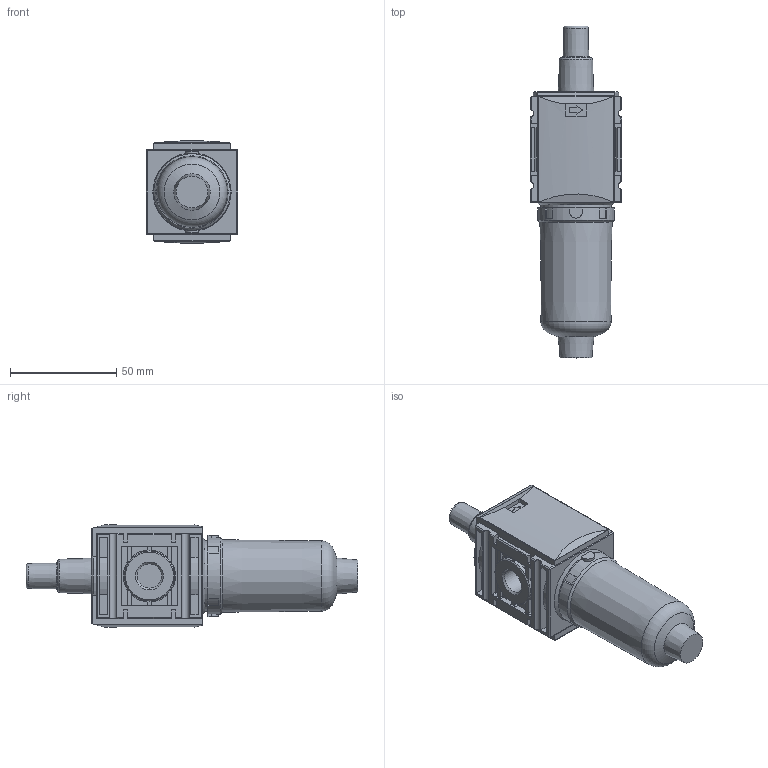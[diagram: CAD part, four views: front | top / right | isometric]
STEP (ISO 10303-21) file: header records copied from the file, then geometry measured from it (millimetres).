
FILE_DESCRIPTION( ( 'STEP AP214' ), ' ' );
FILE_NAME( '92500.CC00.stp', '2017-01-23T08:37:09', ( '' ), ( '' ), ' ', 'PARTsolutions', ' ' );
FILE_SCHEMA( ( 'AUTOMOTIVE_DESIGN { 1 0 10303 214 1 1 1 1 }' ) );
Length unit declared in the file: millimetre
Products named in the file (4): 92500.CC00; HI_KREV_01; _L.00; _KREG-014/8 G_ML
Assembly tree (3 placements, depth 2):
  92500.CC00
    HI_KREV_01
    _L.00
    _KREG-014/8 G_ML
Bounding box: 43 x 156 x 48.16 mm (x, y, z)
Volume: 157777 mm3; surface area: 28106.9 mm2
Topology: 3 solids, 3 shells, 378 faces, 1038 edges, 684 vertices
Faces by surface type: plane 233, cylinder 107, torus 25, cone 12, sphere 1
Full cylindrical faces by diameter (mm): 5.9 x1, 6.3 x1, 8 x1, 11.445 x2, 23.5 x2, 33.3 x1, 36 x1, 40 x1
Entity records: 15160 total; most frequent: CARTESIAN_POINT 2444, DIRECTION 2006, ORIENTED_EDGE 2000, EDGE_CURVE 1000, AXIS2_PLACEMENT_3D 680, VERTEX_POINT 678, LINE 646, VECTOR 646
